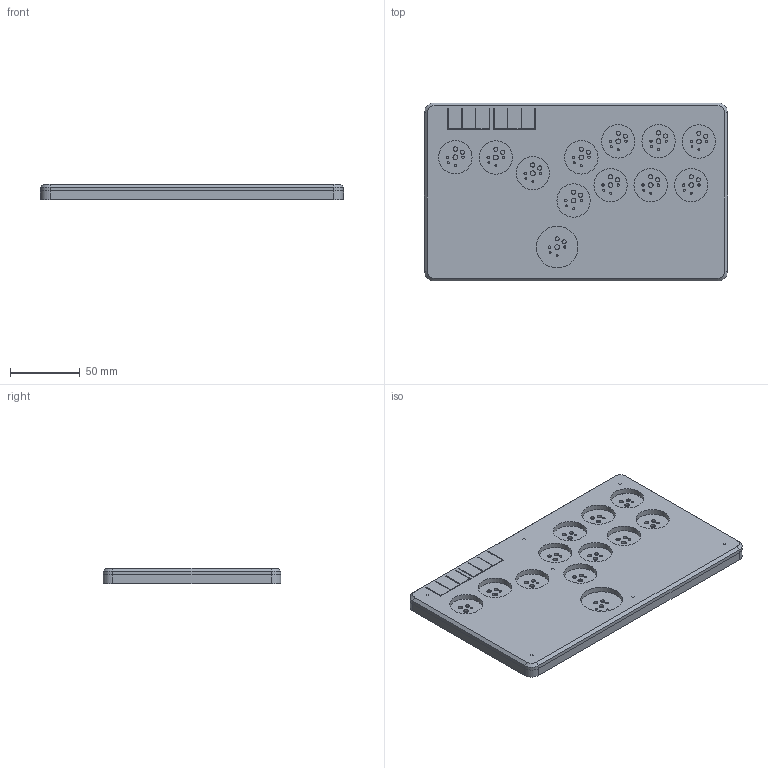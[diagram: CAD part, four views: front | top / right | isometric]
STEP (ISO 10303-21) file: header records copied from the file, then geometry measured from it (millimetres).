
FILE_DESCRIPTION(/* description */ (''),/* implementation_level */ '2;1');
FILE_NAME(/* name */ 'Flatbox-rev1.1-case-hotswap.step',/* time_stamp */ '2023-09-21T16:51:42+02:00',/* author */ (''),/* organization */ (''),/* preprocessor_version */ 'ST-DEVELOPER v20',/* originating_system */ 'Autodesk Translation Framework v12.14.0.127',/* authorisation */ '');
FILE_SCHEMA (('AUTOMOTIVE_DESIGN { 1 0 10303 214 3 1 1 }'));
Length unit declared in the file: millimetre
Products named in the file (5): Flatbox-rev1.1; Flatbox-rev1.1.step; SW_PUSH_6mm_H5mm; SOLID; COMPOUND
Assembly tree (9 placements, depth 4):
  Flatbox-rev1.1
    Flatbox-rev1.1.step
      SW_PUSH_6mm_H5mm  x6
        SOLID
      COMPOUND
Bounding box: 218 x 128 x 10.8 mm (x, y, z)
Volume: 188326.7 mm3; surface area: 169837.1 mm2
Topology: 9 solids, 9 shells, 987 faces, 2581 edges, 1681 vertices
Faces by surface type: plane 506, cylinder 464, cone 11, torus 6
Full cylindrical faces by diameter (mm): 1 x24, 1.1 x48, 1.27 x24, 1.702 x24, 2 x7, 3 x24, 3.4 x7, 3.429 x12, 3.5 x6, 5.6 x7, 6.4 x7, 10 x14, 24 x22, 30 x2
Entity records: 15206 total; most frequent: DIRECTION 2675, CARTESIAN_POINT 2458, ORIENTED_EDGE 2392, EDGE_CURVE 1196, AXIS2_PLACEMENT_3D 1003, EDGE_LOOP 826, VERTEX_POINT 786, LINE 669
